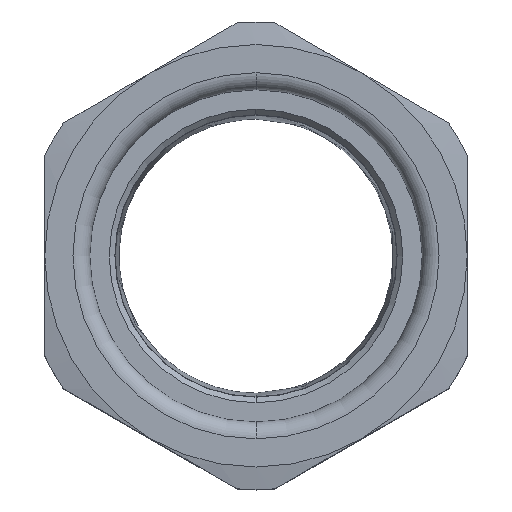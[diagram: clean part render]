
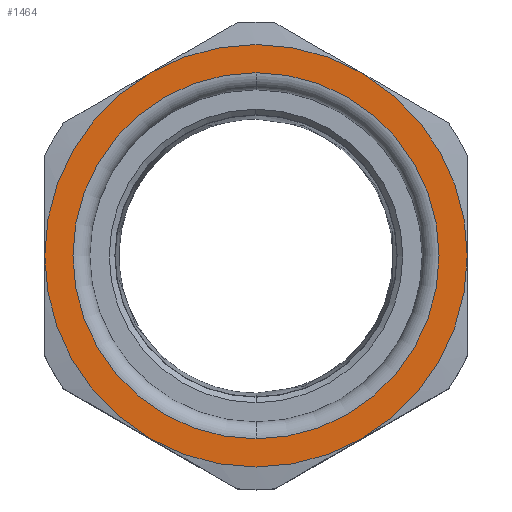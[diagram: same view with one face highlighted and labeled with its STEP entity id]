
A CAD part, top view. The second image highlights one B-rep face of the part: STEP entity #1464.
In plain terms, the highlighted planar face has unit normal (0, 0, 1).
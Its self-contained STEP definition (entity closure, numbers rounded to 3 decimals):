
#243=AXIS2_PLACEMENT_3D('Circle Axis2P3D',#241,#242,$) ;
#299=AXIS2_PLACEMENT_3D('Circle Axis2P3D',#297,#298,$) ;
#375=AXIS2_PLACEMENT_3D('Circle Axis2P3D',#373,#374,$) ;
#453=AXIS2_PLACEMENT_3D('Circle Axis2P3D',#451,#452,$) ;
#535=AXIS2_PLACEMENT_3D('Circle Axis2P3D',#533,#534,$) ;
#613=AXIS2_PLACEMENT_3D('Circle Axis2P3D',#611,#612,$) ;
#651=AXIS2_PLACEMENT_3D('Circle Axis2P3D',#649,#650,$) ;
#773=AXIS2_PLACEMENT_3D('Circle Axis2P3D',#771,#772,$) ;
#1434=AXIS2_PLACEMENT_3D('Plane Axis2P3D',#1431,#1432,#1433) ;
#1448=AXIS2_PLACEMENT_3D('Circle Axis2P3D',#1446,#1447,$) ;
#1457=AXIS2_PLACEMENT_3D('Circle Axis2P3D',#1455,#1456,$) ;
#241=CARTESIAN_POINT('Axis2P3D Location',(37.5,41.5,62.75)) ;
#245=CARTESIAN_POINT('Vertex',(17.989,9.476,62.75)) ;
#247=CARTESIAN_POINT('Vertex',(18.75,9.024,62.75)) ;
#297=CARTESIAN_POINT('Axis2P3D Location',(37.5,41.5,62.75)) ;
#301=CARTESIAN_POINT('Vertex',(57.011,73.524,62.75)) ;
#303=CARTESIAN_POINT('Vertex',(56.25,73.976,62.75)) ;
#373=CARTESIAN_POINT('Axis2P3D Location',(37.5,41.5,62.75)) ;
#377=CARTESIAN_POINT('Vertex',(75.,41.5,62.75)) ;
#446=CARTESIAN_POINT('Vertex',(18.75,73.976,62.75)) ;
#451=CARTESIAN_POINT('Axis2P3D Location',(37.5,41.5,62.75)) ;
#528=CARTESIAN_POINT('Vertex',(0.,41.5,62.75)) ;
#533=CARTESIAN_POINT('Axis2P3D Location',(37.5,41.5,62.75)) ;
#611=CARTESIAN_POINT('Axis2P3D Location',(37.5,41.5,62.75)) ;
#644=CARTESIAN_POINT('Vertex',(56.25,9.024,62.75)) ;
#649=CARTESIAN_POINT('Axis2P3D Location',(37.5,41.5,62.75)) ;
#771=CARTESIAN_POINT('Axis2P3D Location',(37.5,41.5,62.75)) ;
#1431=CARTESIAN_POINT('Axis2P3D Location',(37.5,41.5,62.75)) ;
#1446=CARTESIAN_POINT('Axis2P3D Location',(37.5,41.5,62.75)) ;
#1450=CARTESIAN_POINT('Vertex',(37.5,74.,62.75)) ;
#1452=CARTESIAN_POINT('Vertex',(37.5,9.,62.75)) ;
#1455=CARTESIAN_POINT('Axis2P3D Location',(37.5,41.5,62.75)) ;
#242=DIRECTION('Axis2P3D Direction',(0.,0.,-1.)) ;
#298=DIRECTION('Axis2P3D Direction',(0.,0.,-1.)) ;
#374=DIRECTION('Axis2P3D Direction',(0.,0.,-1.)) ;
#452=DIRECTION('Axis2P3D Direction',(0.,0.,-1.)) ;
#534=DIRECTION('Axis2P3D Direction',(0.,0.,-1.)) ;
#612=DIRECTION('Axis2P3D Direction',(0.,0.,-1.)) ;
#650=DIRECTION('Axis2P3D Direction',(0.,0.,-1.)) ;
#772=DIRECTION('Axis2P3D Direction',(0.,0.,-1.)) ;
#1432=DIRECTION('Axis2P3D Direction',(0.,0.,-1.)) ;
#1433=DIRECTION('Axis2P3D XDirection',(0.,1.,0.)) ;
#1447=DIRECTION('Axis2P3D Direction',(0.,0.,-1.)) ;
#1456=DIRECTION('Axis2P3D Direction',(0.,0.,-1.)) ;
#1437=ORIENTED_EDGE('',*,*,#775,.T.) ;
#1438=ORIENTED_EDGE('',*,*,#379,.T.) ;
#1439=ORIENTED_EDGE('',*,*,#305,.T.) ;
#1440=ORIENTED_EDGE('',*,*,#455,.T.) ;
#1441=ORIENTED_EDGE('',*,*,#537,.T.) ;
#1442=ORIENTED_EDGE('',*,*,#615,.T.) ;
#1443=ORIENTED_EDGE('',*,*,#249,.T.) ;
#1444=ORIENTED_EDGE('',*,*,#653,.T.) ;
#1461=ORIENTED_EDGE('',*,*,#1454,.F.) ;
#1462=ORIENTED_EDGE('',*,*,#1459,.F.) ;
#1463=FACE_BOUND('',#1460,.T.) ;
#1464=ADVANCED_FACE('PartBody',(#1445,#1463),#1435,.F.) ;
#244=CIRCLE('generated circle',#243,37.5) ;
#300=CIRCLE('generated circle',#299,37.5) ;
#376=CIRCLE('generated circle',#375,37.5) ;
#454=CIRCLE('generated circle',#453,37.5) ;
#536=CIRCLE('generated circle',#535,37.5) ;
#614=CIRCLE('generated circle',#613,37.5) ;
#652=CIRCLE('generated circle',#651,37.5) ;
#774=CIRCLE('generated circle',#773,37.5) ;
#1449=CIRCLE('generated circle',#1448,32.5) ;
#1458=CIRCLE('generated circle',#1457,32.5) ;
#249=EDGE_CURVE('',#246,#248,#244,.F.) ;
#305=EDGE_CURVE('',#302,#304,#300,.F.) ;
#379=EDGE_CURVE('',#378,#302,#376,.F.) ;
#455=EDGE_CURVE('',#304,#447,#454,.F.) ;
#537=EDGE_CURVE('',#447,#529,#536,.F.) ;
#615=EDGE_CURVE('',#529,#246,#614,.F.) ;
#653=EDGE_CURVE('',#248,#645,#652,.F.) ;
#775=EDGE_CURVE('',#645,#378,#774,.F.) ;
#1454=EDGE_CURVE('',#1451,#1453,#1449,.F.) ;
#1459=EDGE_CURVE('',#1453,#1451,#1458,.F.) ;
#1436=EDGE_LOOP('',(#1437,#1438,#1439,#1440,#1441,#1442,#1443,#1444)) ;
#1460=EDGE_LOOP('',(#1461,#1462)) ;
#1445=FACE_OUTER_BOUND('',#1436,.T.) ;
#1435=PLANE('',#1434) ;
#246=VERTEX_POINT('',#245) ;
#248=VERTEX_POINT('',#247) ;
#302=VERTEX_POINT('',#301) ;
#304=VERTEX_POINT('',#303) ;
#378=VERTEX_POINT('',#377) ;
#447=VERTEX_POINT('',#446) ;
#529=VERTEX_POINT('',#528) ;
#645=VERTEX_POINT('',#644) ;
#1451=VERTEX_POINT('',#1450) ;
#1453=VERTEX_POINT('',#1452) ;
